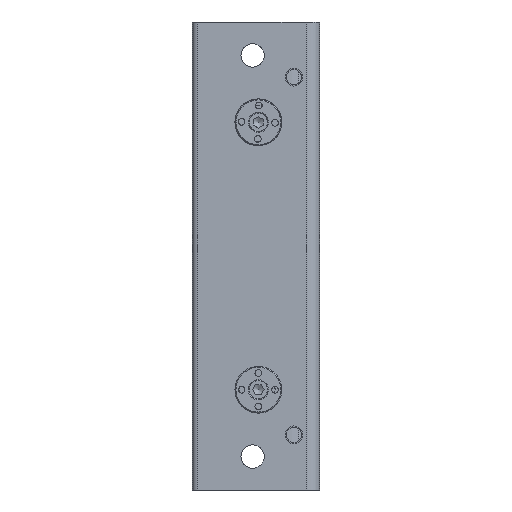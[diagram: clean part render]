
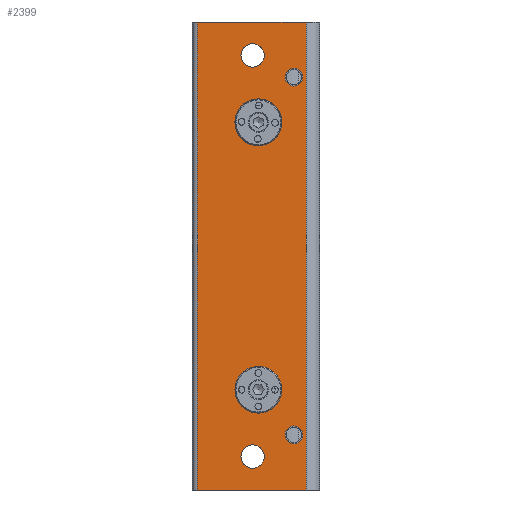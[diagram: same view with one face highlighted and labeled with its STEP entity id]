
A CAD part, front view. The second image highlights one B-rep face of the part: STEP entity #2399.
In plain terms, the highlighted face is planar.
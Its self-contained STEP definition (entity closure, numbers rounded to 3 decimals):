
#110=FACE_BOUND('',#387,.T.);
#111=FACE_BOUND('',#388,.T.);
#112=FACE_BOUND('',#389,.T.);
#113=FACE_BOUND('',#390,.T.);
#114=FACE_BOUND('',#391,.T.);
#115=FACE_BOUND('',#392,.T.);
#156=PLANE('',#2710);
#247=FACE_OUTER_BOUND('',#386,.T.);
#386=EDGE_LOOP('',(#1981,#1982,#1983,#1984));
#387=EDGE_LOOP('',(#1985,#1986));
#388=EDGE_LOOP('',(#1987,#1988));
#389=EDGE_LOOP('',(#1989,#1990));
#390=EDGE_LOOP('',(#1991,#1992));
#391=EDGE_LOOP('',(#1993,#1994));
#392=EDGE_LOOP('',(#1995,#1996));
#535=LINE('',#4477,#704);
#558=LINE('',#4574,#727);
#559=LINE('',#4577,#728);
#560=LINE('',#4578,#729);
#704=VECTOR('',#3216,10.);
#727=VECTOR('',#3297,10.);
#728=VECTOR('',#3300,10.);
#729=VECTOR('',#3301,10.);
#846=CIRCLE('',#2604,7.);
#847=CIRCLE('',#2605,7.);
#852=CIRCLE('',#2613,7.);
#853=CIRCLE('',#2614,7.);
#856=CIRCLE('',#2619,2.65);
#857=CIRCLE('',#2620,2.65);
#860=CIRCLE('',#2625,2.65);
#861=CIRCLE('',#2626,2.65);
#869=CIRCLE('',#2638,3.5);
#870=CIRCLE('',#2639,3.5);
#875=CIRCLE('',#2646,3.5);
#876=CIRCLE('',#2647,3.5);
#1014=VERTEX_POINT('',#3744);
#1015=VERTEX_POINT('',#3745);
#1023=VERTEX_POINT('',#3816);
#1024=VERTEX_POINT('',#3817);
#1029=VERTEX_POINT('',#3881);
#1030=VERTEX_POINT('',#3882);
#1036=VERTEX_POINT('',#3946);
#1037=VERTEX_POINT('',#3947);
#1057=VERTEX_POINT('',#4195);
#1058=VERTEX_POINT('',#4196);
#1070=VERTEX_POINT('',#4376);
#1071=VERTEX_POINT('',#4377);
#1102=VERTEX_POINT('',#4474);
#1103=VERTEX_POINT('',#4476);
#1148=VERTEX_POINT('',#4572);
#1149=VERTEX_POINT('',#4576);
#1286=EDGE_CURVE('',#1014,#1015,#846,.T.);
#1287=EDGE_CURVE('',#1015,#1014,#847,.T.);
#1298=EDGE_CURVE('',#1023,#1024,#852,.T.);
#1299=EDGE_CURVE('',#1024,#1023,#853,.T.);
#1307=EDGE_CURVE('',#1029,#1030,#856,.T.);
#1308=EDGE_CURVE('',#1030,#1029,#857,.T.);
#1316=EDGE_CURVE('',#1036,#1037,#860,.T.);
#1317=EDGE_CURVE('',#1037,#1036,#861,.T.);
#1342=EDGE_CURVE('',#1057,#1058,#869,.T.);
#1343=EDGE_CURVE('',#1058,#1057,#870,.T.);
#1357=EDGE_CURVE('',#1070,#1071,#875,.T.);
#1358=EDGE_CURVE('',#1071,#1070,#876,.T.);
#1408=EDGE_CURVE('',#1102,#1103,#535,.T.);
#1458=EDGE_CURVE('',#1102,#1148,#558,.T.);
#1459=EDGE_CURVE('',#1149,#1148,#559,.T.);
#1460=EDGE_CURVE('',#1103,#1149,#560,.T.);
#1981=ORIENTED_EDGE('',*,*,#1458,.T.);
#1982=ORIENTED_EDGE('',*,*,#1459,.F.);
#1983=ORIENTED_EDGE('',*,*,#1460,.F.);
#1984=ORIENTED_EDGE('',*,*,#1408,.F.);
#1985=ORIENTED_EDGE('',*,*,#1286,.T.);
#1986=ORIENTED_EDGE('',*,*,#1287,.T.);
#1987=ORIENTED_EDGE('',*,*,#1298,.T.);
#1988=ORIENTED_EDGE('',*,*,#1299,.T.);
#1989=ORIENTED_EDGE('',*,*,#1307,.T.);
#1990=ORIENTED_EDGE('',*,*,#1308,.T.);
#1991=ORIENTED_EDGE('',*,*,#1316,.T.);
#1992=ORIENTED_EDGE('',*,*,#1317,.T.);
#1993=ORIENTED_EDGE('',*,*,#1342,.T.);
#1994=ORIENTED_EDGE('',*,*,#1343,.T.);
#1995=ORIENTED_EDGE('',*,*,#1357,.T.);
#1996=ORIENTED_EDGE('',*,*,#1358,.T.);
#2399=ADVANCED_FACE('',(#247,#110,#111,#112,#113,#114,#115),#156,.T.);
#2604=AXIS2_PLACEMENT_3D('',#3746,#3014,#3015);
#2605=AXIS2_PLACEMENT_3D('',#3747,#3016,#3017);
#2613=AXIS2_PLACEMENT_3D('',#3818,#3035,#3036);
#2614=AXIS2_PLACEMENT_3D('',#3819,#3037,#3038);
#2619=AXIS2_PLACEMENT_3D('',#3883,#3049,#3050);
#2620=AXIS2_PLACEMENT_3D('',#3884,#3051,#3052);
#2625=AXIS2_PLACEMENT_3D('',#3948,#3063,#3064);
#2626=AXIS2_PLACEMENT_3D('',#3949,#3065,#3066);
#2638=AXIS2_PLACEMENT_3D('',#4197,#3096,#3097);
#2639=AXIS2_PLACEMENT_3D('',#4198,#3098,#3099);
#2646=AXIS2_PLACEMENT_3D('',#4378,#3114,#3115);
#2647=AXIS2_PLACEMENT_3D('',#4379,#3116,#3117);
#2710=AXIS2_PLACEMENT_3D('',#4575,#3298,#3299);
#3014=DIRECTION('center_axis',(0.,-1.,0.));
#3015=DIRECTION('ref_axis',(1.,0.,0.));
#3016=DIRECTION('center_axis',(0.,-1.,0.));
#3017=DIRECTION('ref_axis',(1.,0.,0.));
#3035=DIRECTION('center_axis',(0.,-1.,0.));
#3036=DIRECTION('ref_axis',(1.,0.,0.));
#3037=DIRECTION('center_axis',(0.,-1.,0.));
#3038=DIRECTION('ref_axis',(1.,0.,0.));
#3049=DIRECTION('center_axis',(0.,-1.,0.));
#3050=DIRECTION('ref_axis',(1.,0.,0.));
#3051=DIRECTION('center_axis',(0.,-1.,0.));
#3052=DIRECTION('ref_axis',(1.,0.,0.));
#3063=DIRECTION('center_axis',(0.,-1.,0.));
#3064=DIRECTION('ref_axis',(1.,0.,0.));
#3065=DIRECTION('center_axis',(0.,-1.,0.));
#3066=DIRECTION('ref_axis',(1.,0.,0.));
#3096=DIRECTION('center_axis',(0.,-1.,0.));
#3097=DIRECTION('ref_axis',(1.,0.,0.));
#3098=DIRECTION('center_axis',(0.,-1.,0.));
#3099=DIRECTION('ref_axis',(1.,0.,0.));
#3114=DIRECTION('center_axis',(0.,-1.,0.));
#3115=DIRECTION('ref_axis',(1.,0.,0.));
#3116=DIRECTION('center_axis',(0.,-1.,0.));
#3117=DIRECTION('ref_axis',(1.,0.,0.));
#3216=DIRECTION('',(1.,0.,0.));
#3297=DIRECTION('',(0.,0.,1.));
#3298=DIRECTION('center_axis',(0.,1.,0.));
#3299=DIRECTION('ref_axis',(-1.,0.,0.));
#3300=DIRECTION('',(-1.,0.,0.));
#3301=DIRECTION('',(0.,0.,1.));
#3744=CARTESIAN_POINT('',(5.3,30.5,40.));
#3745=CARTESIAN_POINT('',(-8.7,30.5,40.));
#3746=CARTESIAN_POINT('Origin',(-1.7,30.5,40.));
#3747=CARTESIAN_POINT('Origin',(-1.7,30.5,40.));
#3816=CARTESIAN_POINT('',(5.3,30.5,-40.));
#3817=CARTESIAN_POINT('',(-8.7,30.5,-40.));
#3818=CARTESIAN_POINT('Origin',(-1.7,30.5,-40.));
#3819=CARTESIAN_POINT('Origin',(-1.7,30.5,-40.));
#3881=CARTESIAN_POINT('',(-9.7,30.5,-53.5));
#3882=CARTESIAN_POINT('',(-15.,30.5,-53.5));
#3883=CARTESIAN_POINT('Origin',(-12.35,30.5,-53.5));
#3884=CARTESIAN_POINT('Origin',(-12.35,30.5,-53.5));
#3946=CARTESIAN_POINT('',(-9.7,30.5,53.5));
#3947=CARTESIAN_POINT('',(-15.,30.5,53.5));
#3948=CARTESIAN_POINT('Origin',(-12.35,30.5,53.5));
#3949=CARTESIAN_POINT('Origin',(-12.35,30.5,53.5));
#4195=CARTESIAN_POINT('',(3.5,30.5,60.));
#4196=CARTESIAN_POINT('',(-3.5,30.5,60.));
#4197=CARTESIAN_POINT('Origin',(0.,30.5,60.));
#4198=CARTESIAN_POINT('Origin',(0.,30.5,60.));
#4376=CARTESIAN_POINT('',(3.5,30.5,-60.));
#4377=CARTESIAN_POINT('',(-3.5,30.5,-60.));
#4378=CARTESIAN_POINT('Origin',(0.,30.5,-60.));
#4379=CARTESIAN_POINT('Origin',(0.,30.5,-60.));
#4474=CARTESIAN_POINT('',(-16.,30.5,-70.));
#4476=CARTESIAN_POINT('',(16.5,30.5,-70.));
#4477=CARTESIAN_POINT('',(16.5,30.5,-70.));
#4572=CARTESIAN_POINT('',(-16.,30.5,70.));
#4574=CARTESIAN_POINT('',(-16.,30.5,0.));
#4575=CARTESIAN_POINT('Origin',(16.5,30.5,0.));
#4576=CARTESIAN_POINT('',(16.5,30.5,70.));
#4577=CARTESIAN_POINT('',(16.5,30.5,70.));
#4578=CARTESIAN_POINT('',(16.5,30.5,0.));
